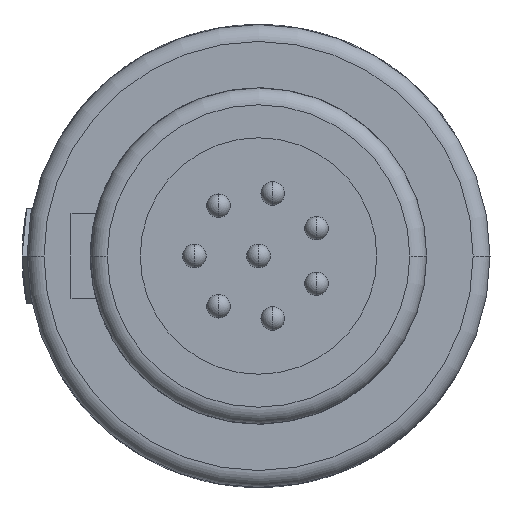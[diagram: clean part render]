
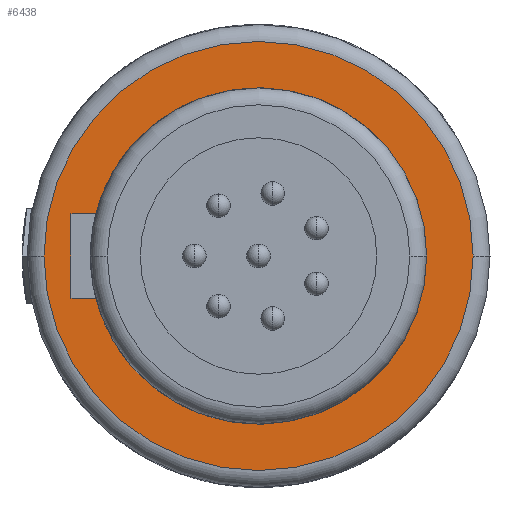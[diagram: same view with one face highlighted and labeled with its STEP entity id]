
A CAD part, left-side view. The second image highlights one B-rep face of the part: STEP entity #6438.
In plain terms, the highlighted planar face has unit normal (-1, 0, 0).
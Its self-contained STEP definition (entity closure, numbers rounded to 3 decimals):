
#1908=CARTESIAN_POINT('',(-6.7,0.,0.));
#1909=DIRECTION('',(-1.,0.,0.));
#1910=DIRECTION('',(0.,-1.,0.));
#1911=AXIS2_PLACEMENT_3D('',#1908,#1909,#1910);
#1913=CARTESIAN_POINT('',(-6.7,0.,0.));
#1914=DIRECTION('',(-1.,0.,0.));
#1915=DIRECTION('',(0.,1.,0.));
#1916=AXIS2_PLACEMENT_3D('',#1913,#1914,#1915);
#1918=DIRECTION('',(0.,1.,0.));
#1919=VECTOR('',#1918,0.735);
#1920=CARTESIAN_POINT('',(-6.7,4.815,-1.25));
#1921=LINE('',#1920,#1919);
#1922=DIRECTION('',(0.,1.,0.));
#1923=VECTOR('',#1922,0.735);
#1924=CARTESIAN_POINT('',(-6.7,4.815,1.25));
#1925=LINE('',#1924,#1923);
#1926=DIRECTION('',(0.,0.,1.));
#1927=VECTOR('',#1926,2.5);
#1928=CARTESIAN_POINT('',(-6.7,5.55,-1.25));
#1929=LINE('',#1928,#1927);
#1964=CARTESIAN_POINT('',(-6.7,0.,0.));
#1965=DIRECTION('',(1.,0.,0.));
#1966=DIRECTION('',(0.,0.968,0.251));
#1967=AXIS2_PLACEMENT_3D('',#1964,#1965,#1966);
#1992=CARTESIAN_POINT('',(-6.7,0.,0.));
#1993=DIRECTION('',(-1.,0.,0.));
#1994=DIRECTION('',(0.,0.968,-0.251));
#1995=AXIS2_PLACEMENT_3D('',#1992,#1993,#1994);
#3389=CARTESIAN_POINT('',(-6.7,-6.35,0.));
#3390=CARTESIAN_POINT('',(-6.7,6.35,0.));
#3391=VERTEX_POINT('',#3389);
#3392=VERTEX_POINT('',#3390);
#3405=CARTESIAN_POINT('',(-6.7,-4.975,0.));
#3406=VERTEX_POINT('',#3405);
#3871=CARTESIAN_POINT('',(-6.7,5.55,-1.25));
#3872=VERTEX_POINT('',#3871);
#3875=CARTESIAN_POINT('',(-6.7,5.55,1.25));
#3876=VERTEX_POINT('',#3875);
#3877=CARTESIAN_POINT('',(-6.7,4.815,-1.25));
#3878=VERTEX_POINT('',#3877);
#3879=CARTESIAN_POINT('',(-6.7,4.815,1.25));
#3880=VERTEX_POINT('',#3879);
#6416=CARTESIAN_POINT('',(-6.7,0.,0.));
#6417=DIRECTION('',(1.,0.,0.));
#6418=DIRECTION('',(0.,-1.,0.));
#6419=AXIS2_PLACEMENT_3D('',#6416,#6417,#6418);
#6420=PLANE('',#6419);
#6422=ORIENTED_EDGE('',*,*,#6421,.F.);
#6423=ORIENTED_EDGE('',*,*,#6399,.F.);
#6424=EDGE_LOOP('',(#6422,#6423));
#6425=FACE_OUTER_BOUND('',#6424,.F.);
#6427=ORIENTED_EDGE('',*,*,#6426,.F.);
#6429=ORIENTED_EDGE('',*,*,#6428,.T.);
#6431=ORIENTED_EDGE('',*,*,#6430,.F.);
#6433=ORIENTED_EDGE('',*,*,#6432,.T.);
#6435=ORIENTED_EDGE('',*,*,#6434,.F.);
#6436=EDGE_LOOP('',(#6427,#6429,#6431,#6433,#6435));
#6437=FACE_BOUND('',#6436,.F.);
#1912=CIRCLE('',#1911,6.35);
#1917=CIRCLE('',#1916,6.35);
#1968=CIRCLE('',#1967,4.975);
#1996=CIRCLE('',#1995,4.975);
#6399=EDGE_CURVE('',#3392,#3391,#1917,.T.);
#6421=EDGE_CURVE('',#3391,#3392,#1912,.T.);
#6426=EDGE_CURVE('',#3878,#3872,#1921,.T.);
#6428=EDGE_CURVE('',#3878,#3406,#1996,.T.);
#6430=EDGE_CURVE('',#3880,#3406,#1968,.T.);
#6432=EDGE_CURVE('',#3880,#3876,#1925,.T.);
#6434=EDGE_CURVE('',#3872,#3876,#1929,.T.);
#6438=ADVANCED_FACE('',(#6425,#6437),#6420,.F.);
